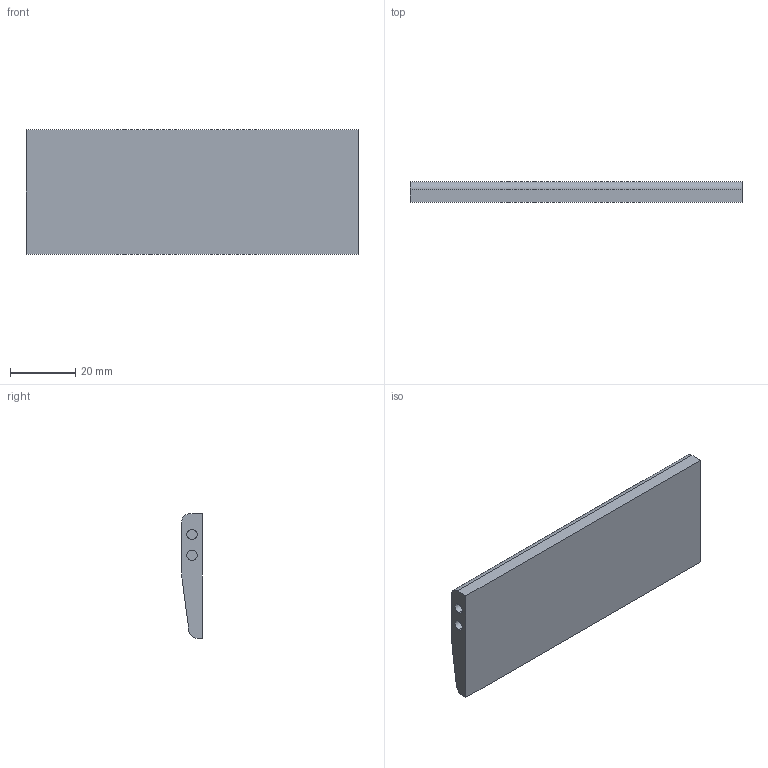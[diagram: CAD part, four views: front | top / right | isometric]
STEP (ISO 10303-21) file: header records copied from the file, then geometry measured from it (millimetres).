
FILE_DESCRIPTION((''),'2;1');
FILE_NAME('ITOGAPTOOL','2025-07-11T14:23:28',('N81573'),(''),'CREO PARAMETRIC BY PTC INC, 2022164','CREO PARAMETRIC BY PTC INC, 2022164','');
FILE_SCHEMA(('CONFIG_CONTROL_DESIGN'));
Length unit declared in the file: inch
Products named in the file (1): ITOGAPTOOL
Bounding box: 101.6 x 6.35 x 38.1 mm (x, y, z)
Volume: 21470.8 mm3; surface area: 9801.4 mm2
Topology: 1 solids, 3 shells, 28 faces, 64 edges, 44 vertices
Faces by surface type: cylinder 15, plane 13
Entity records: 857 total; most frequent: DIRECTION 156, CARTESIAN_POINT 137, ORIENTED_EDGE 120, EDGE_CURVE 64, AXIS2_PLACEMENT_3D 63, VERTEX_POINT 44, EDGE_LOOP 34, CIRCLE 34
